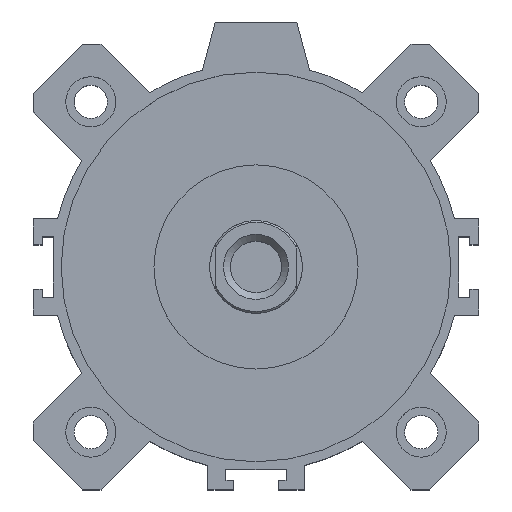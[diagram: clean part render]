
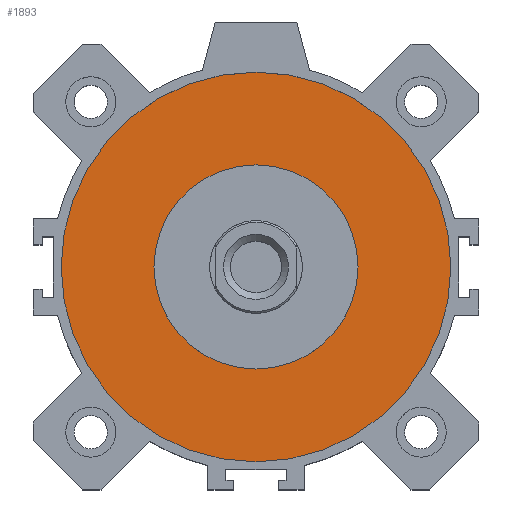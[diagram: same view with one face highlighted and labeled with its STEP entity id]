
A CAD part, top view. The second image highlights one B-rep face of the part: STEP entity #1893.
In plain terms, the highlighted planar face has unit normal (0, 0, 1).
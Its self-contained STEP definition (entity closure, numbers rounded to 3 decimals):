
#404=PLANE('',#2036);
#495=FACE_BOUND('',#670,.T.);
#496=FACE_BOUND('',#671,.T.);
#670=EDGE_LOOP('',(#1419));
#671=EDGE_LOOP('',(#1420));
#840=CIRCLE('',#2031,27.5);
#842=CIRCLE('',#2034,52.5);
#966=VERTEX_POINT('',#2922);
#968=VERTEX_POINT('',#2927);
#1154=EDGE_CURVE('',#966,#966,#840,.T.);
#1156=EDGE_CURVE('',#968,#968,#842,.T.);
#1419=ORIENTED_EDGE('',*,*,#1154,.F.);
#1420=ORIENTED_EDGE('',*,*,#1156,.F.);
#1893=ADVANCED_FACE('',(#495,#496),#404,.T.);
#2031=AXIS2_PLACEMENT_3D('',#2923,#2302,#2303);
#2034=AXIS2_PLACEMENT_3D('',#2928,#2308,#2309);
#2036=AXIS2_PLACEMENT_3D('',#2931,#2312,#2313);
#2302=DIRECTION('center_axis',(0.,0.,1.));
#2303=DIRECTION('ref_axis',(-1.,0.,0.));
#2308=DIRECTION('center_axis',(0.,0.,-1.));
#2309=DIRECTION('ref_axis',(-1.,0.,0.));
#2312=DIRECTION('center_axis',(0.,0.,1.));
#2313=DIRECTION('ref_axis',(1.,0.,0.));
#2922=CARTESIAN_POINT('',(27.5,0.,-2.));
#2923=CARTESIAN_POINT('Origin',(0.,0.,-2.));
#2927=CARTESIAN_POINT('',(52.5,0.,-2.));
#2928=CARTESIAN_POINT('Origin',(0.,0.,-2.));
#2931=CARTESIAN_POINT('Origin',(0.,0.,
-2.));
